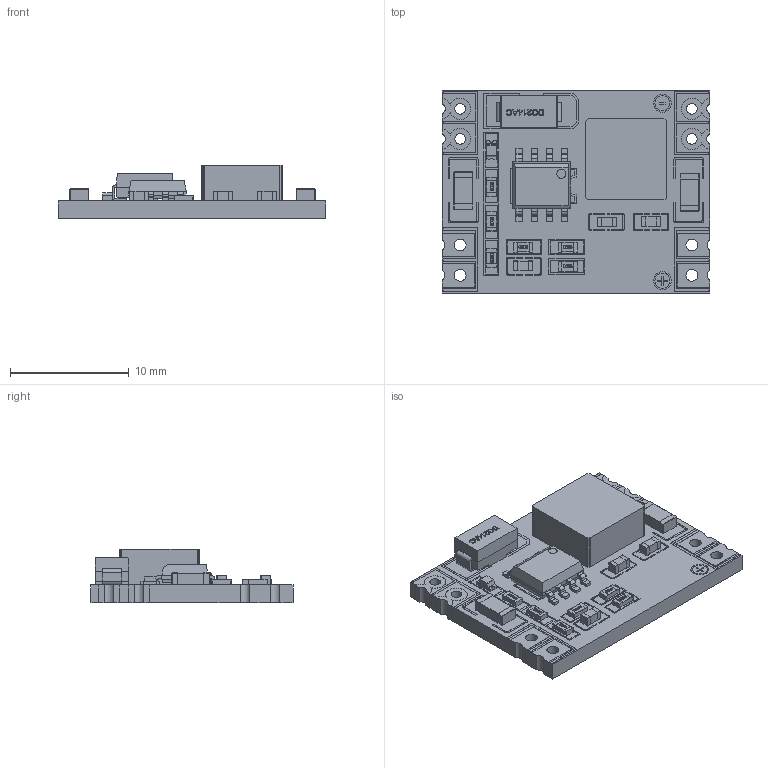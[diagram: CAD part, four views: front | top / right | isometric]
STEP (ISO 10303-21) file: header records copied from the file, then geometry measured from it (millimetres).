
FILE_DESCRIPTION((''),'2;1');
FILE_NAME('MP1584EN-2405.stp','2020-06-10T15:14:14',('Merlinfang'),(''),'Autodesk Inventor 2012','Autodesk Inventor 2012','');
FILE_SCHEMA(('AUTOMOTIVE_DESIGN { 1 0 10303 214 1 1 1 1 }'));
Length unit declared in the file: millimetre
Products named in the file (1): MP1584EN-2405_包膜_1
Bounding box: 22.5 x 17 x 4.51 mm (x, y, z)
Surface area: 1213 mm2 (no closed solid volume)
Topology: 0 solids, 153 shells, 355 faces, 2505 edges, 2269 vertices
Faces by surface type: plane 308, cylinder 41, bspline 6
Full cylindrical faces by diameter (mm): 0.9 x4, 1 x4
Entity records: 29138 total; most frequent: CARTESIAN_POINT 10316, DIRECTION 3125, ORIENTED_EDGE 2920, EDGE_CURVE 2497, VERTEX_POINT 2269, VECTOR 1797, LINE 1797, AXIS2_PLACEMENT_3D 664
